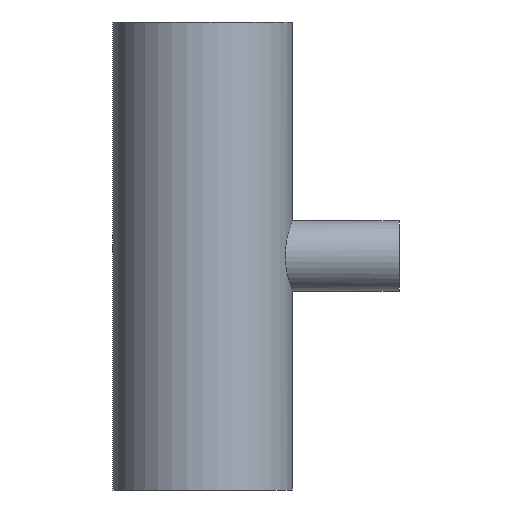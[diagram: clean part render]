
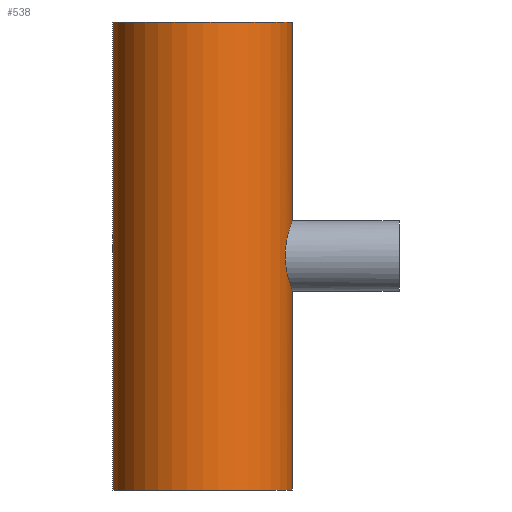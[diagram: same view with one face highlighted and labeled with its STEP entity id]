
A CAD part, front view. The second image highlights one B-rep face of the part: STEP entity #538.
In plain terms, the highlighted cylindrical face has radius 80 mm (diameter 160 mm), a partial arc.
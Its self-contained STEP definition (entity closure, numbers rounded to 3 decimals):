
#1 = VERTEX_POINT ( 'NONE', #648 ) ;
#10 = FACE_OUTER_BOUND ( 'NONE', #545, .T. ) ;
#32 = CARTESIAN_POINT ( 'NONE',  ( 74.237, -29.816, 10.215 ) ) ;
#35 = CARTESIAN_POINT ( 'NONE',  ( 78.241, -16.692, -26.719 ) ) ;
#37 = ORIENTED_EDGE ( 'NONE', *, *, #599, .F. ) ;
#38 = CARTESIAN_POINT ( 'NONE',  ( 74.377, -29.466, 11.183 ) ) ;
#41 = CARTESIAN_POINT ( 'NONE',  ( 79.917, -4.169, 31.291 ) ) ;
#44 = CARTESIAN_POINT ( 'NONE',  ( 77.859, -18.404, 25.585 ) ) ;
#51 = DIRECTION ( 'NONE',  ( 0., 0., -1. ) ) ;
#60 = CARTESIAN_POINT ( 'NONE',  ( 80., 0., 208.5 ) ) ;
#76 = EDGE_CURVE ( 'NONE', #97, #1, #288, .T. ) ;
#81 = ORIENTED_EDGE ( 'NONE', *, *, #141, .F. ) ;
#86 = DIRECTION ( 'NONE',  ( 1., 0., 0. ) ) ;
#89 = CARTESIAN_POINT ( 'NONE',  ( 80., 0., 31.5 ) ) ;
#91 = ORIENTED_EDGE ( 'NONE', *, *, #154, .T. ) ;
#95 = CARTESIAN_POINT ( 'NONE',  ( 74.843, -28.272, -14.045 ) ) ;
#97 = VERTEX_POINT ( 'NONE', #473 ) ;
#98 = CARTESIAN_POINT ( 'NONE',  ( 73.99, -30.423, 8.232 ) ) ;
#100 = VERTEX_POINT ( 'NONE', #281 ) ;
#102 = CARTESIAN_POINT ( 'NONE',  ( 73.713, -31.087, -5.186 ) ) ;
#108 = VERTEX_POINT ( 'NONE', #432 ) ;
#109 = CARTESIAN_POINT ( 'NONE',  ( 80., 0., -31.5 ) ) ;
#130 = ORIENTED_EDGE ( 'NONE', *, *, #529, .F. ) ;
#136 = CARTESIAN_POINT ( 'NONE',  ( 76.003, -24.974, 19.204 ) ) ;
#141 = EDGE_CURVE ( 'NONE', #108, #97, #554, .T. ) ;
#143 = CARTESIAN_POINT ( 'NONE',  ( 78.147, -17.126, -26.443 ) ) ;
#146 = CARTESIAN_POINT ( 'NONE',  ( 78.932, -13.065, -28.681 ) ) ;
#148 = VERTEX_POINT ( 'NONE', #419 ) ;
#149 = CARTESIAN_POINT ( 'NONE',  ( 77.041, -21.569, 22.979 ) ) ;
#154 = EDGE_CURVE ( 'NONE', #108, #295, #535, .T. ) ;
#158 = AXIS2_PLACEMENT_3D ( 'NONE', #606, #559, #310 ) ;
#163 = CARTESIAN_POINT ( 'NONE',  ( 79.92, -3.623, -31.295 ) ) ;
#165 = ORIENTED_EDGE ( 'NONE', *, *, #76, .F. ) ;
#177 = CARTESIAN_POINT ( 'NONE',  ( 0., 0., -208.5 ) ) ;
#186 = CARTESIAN_POINT ( 'NONE',  ( 0., 0., 208.5 ) ) ;
#189 = CARTESIAN_POINT ( 'NONE',  ( 78.434, -15.847, 27.301 ) ) ;
#195 = CARTESIAN_POINT ( 'NONE',  ( 73.647, -31.242, -4.157 ) ) ;
#197 = CARTESIAN_POINT ( 'NONE',  ( 79.681, -7.212, 30.681 ) ) ;
#214 = EDGE_CURVE ( 'NONE', #295, #100, #239, .T. ) ;
#220 = DIRECTION ( 'NONE',  ( 0., 0., -1. ) ) ;
#236 = CARTESIAN_POINT ( 'NONE',  ( 77.658, -19.234, 24.967 ) ) ;
#239 = CIRCLE ( 'NONE', #326, 80. ) ;
#241 = CARTESIAN_POINT ( 'NONE',  ( 73.883, -30.681, 7.213 ) ) ;
#243 = CARTESIAN_POINT ( 'NONE',  ( 73.537, -31.5, -0.501 ) ) ;
#248 = CARTESIAN_POINT ( 'NONE',  ( 79.583, -8.216, 30.427 ) ) ;
#254 = CARTESIAN_POINT ( 'NONE',  ( 79.799, -5.691, -30.986 ) ) ;
#258 = CARTESIAN_POINT ( 'NONE',  ( 79.894, -4.14, -31.231 ) ) ;
#269 = VECTOR ( 'NONE', #386, 1000. ) ;
#281 = CARTESIAN_POINT ( 'NONE',  ( 80., 0., -208.5 ) ) ;
#286 = CARTESIAN_POINT ( 'NONE',  ( 73.627, -31.294, 4.156 ) ) ;
#288 = LINE ( 'NONE', #60, #631 ) ;
#293 = CARTESIAN_POINT ( 'NONE',  ( 78.772, -13.993, -28.24 ) ) ;
#295 = VERTEX_POINT ( 'NONE', #349 ) ;
#298 = CARTESIAN_POINT ( 'NONE',  ( 76.002, -24.984, -19.212 ) ) ;
#301 = CARTESIAN_POINT ( 'NONE',  ( 79.98, -2.072, -31.449 ) ) ;
#309 = DIRECTION ( 'NONE',  ( 0., 0., 1. ) ) ;
#310 = DIRECTION ( 'NONE',  ( -1., 0., 0. ) ) ;
#314 = CYLINDRICAL_SURFACE ( 'NONE', #158, 80. ) ;
#318 = B_SPLINE_CURVE_WITH_KNOTS ( 'NONE', 3,
 ( #89, #639, #41, #197, #248, #646, #590, #396, #484, #491, #189, #44, #236, #438, #149, #587, #392, #596, #136, #341, #400, #351, #345, #38, #32, #98, #241, #286, #600, #243, #550, #486, #445, #195, #102, #592, #546, #95, #636, #641, #298, #451, #632, #543, #394, #338, #537, #143, #35, #540, #447, #293, #146, #442, #348, #254, #409, #258, #163, #301, #503, #109 ),
 .UNSPECIFIED., .F., .F.,
 ( 4, 2, 2, 2, 2, 2, 2, 2, 2, 2, 2, 2, 2, 2, 2, 2, 2, 2, 2, 2, 2, 2, 2, 2, 2, 2, 2, 2, 2, 2, 4 ),
 ( 0., 0.006, 0.009, 0.011, 0.012, 0.019, 0.022, 0.025, 0.028, 0.03, 0.031, 0.037, 0.04, 0.044, 0.05, 0.051, 0.053, 0.056, 0.062, 0.068, 0.072, 0.073, 0.075, 0.081, 0.082, 0.084, 0.087, 0.093, 0.095, 0.096, 0.1 ),
 .UNSPECIFIED. ) ;
#326 = AXIS2_PLACEMENT_3D ( 'NONE', #177, #435, #528 ) ;
#338 = CARTESIAN_POINT ( 'NONE',  ( 77.257, -20.823, -23.724 ) ) ;
#341 = CARTESIAN_POINT ( 'NONE',  ( 75.799, -25.586, 18.381 ) ) ;
#345 = CARTESIAN_POINT ( 'NONE',  ( 74.838, -28.283, 14.019 ) ) ;
#348 = CARTESIAN_POINT ( 'NONE',  ( 79.6, -8.255, -30.471 ) ) ;
#349 = CARTESIAN_POINT ( 'NONE',  ( -80., 0., -208.5 ) ) ;
#351 = CARTESIAN_POINT ( 'NONE',  ( 75.201, -27.317, 15.819 ) ) ;
#363 = LINE ( 'NONE', #556, #595 ) ;
#380 = CARTESIAN_POINT ( 'NONE',  ( -80., 0., 208.5 ) ) ;
#386 = DIRECTION ( 'NONE',  ( 0., 0., -1. ) ) ;
#392 = CARTESIAN_POINT ( 'NONE',  ( 76.415, -23.689, 20.788 ) ) ;
#394 = CARTESIAN_POINT ( 'NONE',  ( 76.735, -22.626, -21.922 ) ) ;
#396 = CARTESIAN_POINT ( 'NONE',  ( 79.216, -11.183, 29.452 ) ) ;
#400 = CARTESIAN_POINT ( 'NONE',  ( 75.698, -25.883, 17.96 ) ) ;
#409 = CARTESIAN_POINT ( 'NONE',  ( 79.834, -5.173, -31.077 ) ) ;
#419 = CARTESIAN_POINT ( 'NONE',  ( 80., 0., -31.5 ) ) ;
#432 = CARTESIAN_POINT ( 'NONE',  ( -80., 0., 208.5 ) ) ;
#435 = DIRECTION ( 'NONE',  ( 0., 0., 1. ) ) ;
#438 = CARTESIAN_POINT ( 'NONE',  ( 77.249, -20.815, 23.665 ) ) ;
#442 = CARTESIAN_POINT ( 'NONE',  ( 79.367, -10.225, -29.865 ) ) ;
#445 = CARTESIAN_POINT ( 'NONE',  ( 73.581, -31.398, -2.592 ) ) ;
#447 = CARTESIAN_POINT ( 'NONE',  ( 78.514, -15.356, -27.508 ) ) ;
#451 = CARTESIAN_POINT ( 'NONE',  ( 76.314, -24.005, -20.402 ) ) ;
#473 = CARTESIAN_POINT ( 'NONE',  ( 80., 0., 208.5 ) ) ;
#484 = CARTESIAN_POINT ( 'NONE',  ( 79.146, -11.666, 29.265 ) ) ;
#486 = CARTESIAN_POINT ( 'NONE',  ( 73.565, -31.436, -2.067 ) ) ;
#491 = CARTESIAN_POINT ( 'NONE',  ( 78.781, -14.045, 28.271 ) ) ;
#502 = ORIENTED_EDGE ( 'NONE', *, *, #214, .T. ) ;
#503 = CARTESIAN_POINT ( 'NONE',  ( 80., -1.036, -31.5 ) ) ;
#528 = DIRECTION ( 'NONE',  ( 1., 0., 0. ) ) ;
#529 = EDGE_CURVE ( 'NONE', #1, #148, #318, .T. ) ;
#535 = LINE ( 'NONE', #380, #269 ) ;
#537 = CARTESIAN_POINT ( 'NONE',  ( 77.668, -19.253, -25.015 ) ) ;
#538 = ADVANCED_FACE ( 'NONE', ( #10 ), #314, .T. ) ;
#540 = CARTESIAN_POINT ( 'NONE',  ( 78.424, -15.807, -27.252 ) ) ;
#543 = CARTESIAN_POINT ( 'NONE',  ( 76.63, -22.979, -21.552 ) ) ;
#545 = EDGE_LOOP ( 'NONE', ( #165, #81, #91, #502, #37, #130 ) ) ;
#546 = CARTESIAN_POINT ( 'NONE',  ( 74.218, -29.873, -10.207 ) ) ;
#550 = CARTESIAN_POINT ( 'NONE',  ( 73.543, -31.488, -1.022 ) ) ;
#554 = CIRCLE ( 'NONE', #643, 80. ) ;
#556 = CARTESIAN_POINT ( 'NONE',  ( 80., 0., 208.5 ) ) ;
#559 = DIRECTION ( 'NONE',  ( 0., 0., -1. ) ) ;
#587 = CARTESIAN_POINT ( 'NONE',  ( 76.624, -23.006, 21.541 ) ) ;
#590 = CARTESIAN_POINT ( 'NONE',  ( 79.348, -10.206, 29.805 ) ) ;
#592 = CARTESIAN_POINT ( 'NONE',  ( 73.969, -30.476, -8.231 ) ) ;
#595 = VECTOR ( 'NONE', #220, 1000. ) ;
#596 = CARTESIAN_POINT ( 'NONE',  ( 76.105, -24.66, 19.606 ) ) ;
#599 = EDGE_CURVE ( 'NONE', #148, #100, #363, .T. ) ;
#600 = CARTESIAN_POINT ( 'NONE',  ( 73.538, -31.499, 2.098 ) ) ;
#606 = CARTESIAN_POINT ( 'NONE',  ( 0., 0., 208.5 ) ) ;
#631 = VECTOR ( 'NONE', #51, 1000. ) ;
#632 = CARTESIAN_POINT ( 'NONE',  ( 76.42, -23.668, -20.793 ) ) ;
#636 = CARTESIAN_POINT ( 'NONE',  ( 75.208, -27.299, -15.848 ) ) ;
#639 = CARTESIAN_POINT ( 'NONE',  ( 80., -2.104, 31.5 ) ) ;
#641 = CARTESIAN_POINT ( 'NONE',  ( 75.798, -25.594, -18.391 ) ) ;
#643 = AXIS2_PLACEMENT_3D ( 'NONE', #186, #309, #86 ) ;
#646 = CARTESIAN_POINT ( 'NONE',  ( 79.41, -9.709, 29.971 ) ) ;
#648 = CARTESIAN_POINT ( 'NONE',  ( 80., 0., 31.5 ) ) ;
